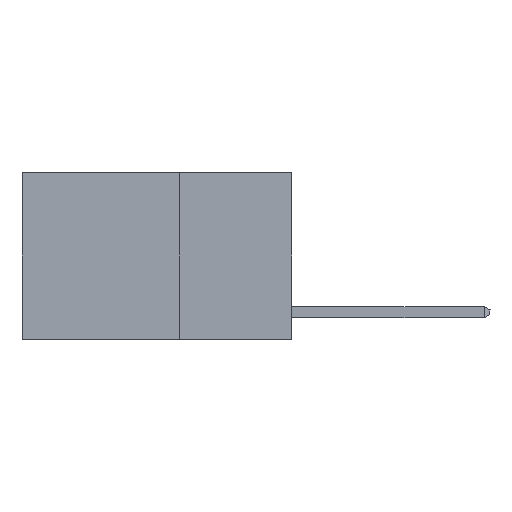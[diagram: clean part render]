
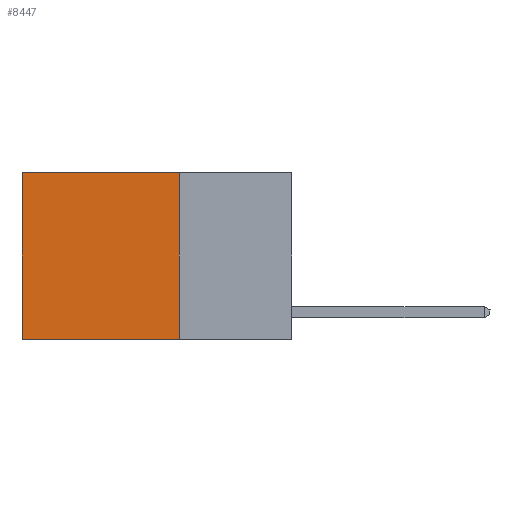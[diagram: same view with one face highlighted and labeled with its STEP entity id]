
A CAD part, left-side view. The second image highlights one B-rep face of the part: STEP entity #8447.
In plain terms, the highlighted planar face has unit normal (-1, 0, 0).
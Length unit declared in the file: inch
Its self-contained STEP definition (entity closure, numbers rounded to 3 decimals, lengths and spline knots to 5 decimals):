
#159 = VECTOR ( 'NONE', #2579, 39.37008 ) ;
#1189 = CARTESIAN_POINT ( 'NONE',  ( 0.2625, 0.6, 0. ) ) ;
#2579 = DIRECTION ( 'NONE',  ( 0., 0., -1. ) ) ;
#2609 = VERTEX_POINT ( 'NONE', #5796 ) ;
#2910 = EDGE_CURVE ( 'NONE', #12462, #2609, #11350, .T. ) ;
#3220 = FACE_OUTER_BOUND ( 'NONE', #11935, .T. ) ;
#3788 = CARTESIAN_POINT ( 'NONE',  ( 0.2625, 0.25, 0. ) ) ;
#3838 = LINE ( 'NONE', #5109, #14586 ) ;
#4044 = CARTESIAN_POINT ( 'NONE',  ( 0.2625, 0.25, 0. ) ) ;
#4183 = CARTESIAN_POINT ( 'NONE',  ( 0.2625, 0.25, -0.37 ) ) ;
#5109 = CARTESIAN_POINT ( 'NONE',  ( 0.2625, 0.25, -0.37 ) ) ;
#5796 = CARTESIAN_POINT ( 'NONE',  ( 0.2625, 0.6, -0.37 ) ) ;
#7235 = DIRECTION ( 'NONE',  ( 0., 0., -1. ) ) ;
#7667 = CARTESIAN_POINT ( 'NONE',  ( 0.2625, 0.25, 0. ) ) ;
#8202 = CARTESIAN_POINT ( 'NONE',  ( 0.2625, 0.25, 0. ) ) ;
#8447 = ADVANCED_FACE ( 'NONE', ( #3220 ), #14964, .F. ) ;
#8557 = VERTEX_POINT ( 'NONE', #3788 ) ;
#9128 = EDGE_CURVE ( 'NONE', #8557, #16625, #18944, .T. ) ;
#10631 = EDGE_CURVE ( 'NONE', #8557, #12462, #11066, .T. ) ;
#11016 = DIRECTION ( 'NONE',  ( 0., 0., -1. ) ) ;
#11066 = LINE ( 'NONE', #8202, #14402 ) ;
#11172 = CARTESIAN_POINT ( 'NONE',  ( 0.2625, 0.6, 0. ) ) ;
#11350 = LINE ( 'NONE', #11172, #159 ) ;
#11935 = EDGE_LOOP ( 'NONE', ( #14663, #12590, #18936, #15561 ) ) ;
#12462 = VERTEX_POINT ( 'NONE', #1189 ) ;
#12590 = ORIENTED_EDGE ( 'NONE', *, *, #17885, .F. ) ;
#13518 = DIRECTION ( 'NONE',  ( 1., 0., 0. ) ) ;
#13631 = AXIS2_PLACEMENT_3D ( 'NONE', #7667, #13518, #11016 ) ;
#14043 = DIRECTION ( 'NONE',  ( 0., 1., 0. ) ) ;
#14402 = VECTOR ( 'NONE', #15295, 39.37008 ) ;
#14586 = VECTOR ( 'NONE', #14043, 39.37008 ) ;
#14663 = ORIENTED_EDGE ( 'NONE', *, *, #2910, .T. ) ;
#14964 = PLANE ( 'NONE',  #13631 ) ;
#15295 = DIRECTION ( 'NONE',  ( 0., 1., 0. ) ) ;
#15561 = ORIENTED_EDGE ( 'NONE', *, *, #10631, .T. ) ;
#16625 = VERTEX_POINT ( 'NONE', #4183 ) ;
#17885 = EDGE_CURVE ( 'NONE', #16625, #2609, #3838, .T. ) ;
#18936 = ORIENTED_EDGE ( 'NONE', *, *, #9128, .F. ) ;
#18944 = LINE ( 'NONE', #4044, #19011 ) ;
#19011 = VECTOR ( 'NONE', #7235, 39.37008 ) ;
